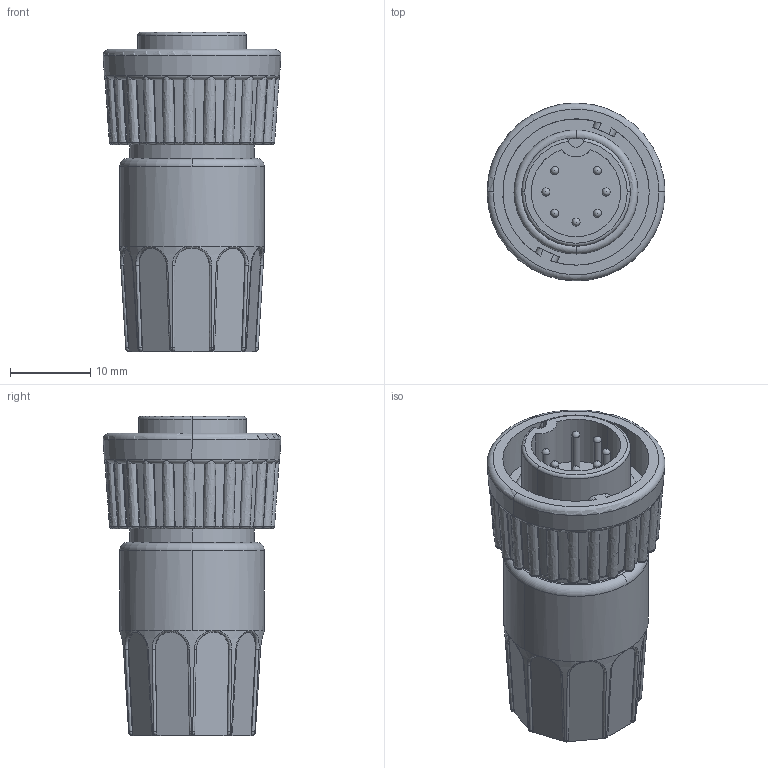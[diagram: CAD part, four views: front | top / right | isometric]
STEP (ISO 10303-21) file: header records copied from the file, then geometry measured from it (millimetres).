
FILE_DESCRIPTION (( 'STEP AP203' ), '1' );
FILE_NAME ('3282-7PG-315.STEP', '2014-06-09T15:07:06', ( '' ), ( '' ), 'SwSTEP 2.0', 'SolidWorks 2014', '' );
FILE_SCHEMA (( 'CONFIG_CONTROL_DESIGN' ));
Length unit declared in the file: inch
Products named in the file (1): 3282-7PG-315
Bounding box: 22.22 x 22.22 x 39.88 mm (x, y, z)
Volume: 8750.4 mm3; surface area: 4334.3 mm2
Topology: 1 solids, 1 shells, 336 faces, 935 edges, 608 vertices
Faces by surface type: bspline 147, plane 72, cylinder 49, cone 37, torus 24, sphere 7
Entity records: 16881 total; most frequent: CARTESIAN_POINT 9755, ORIENTED_EDGE 1828, DIRECTION 1057, EDGE_CURVE 914, VERTEX_POINT 594, AXIS2_PLACEMENT_3D 449, B_SPLINE_CURVE_WITH_KNOTS 399, EDGE_LOOP 350
